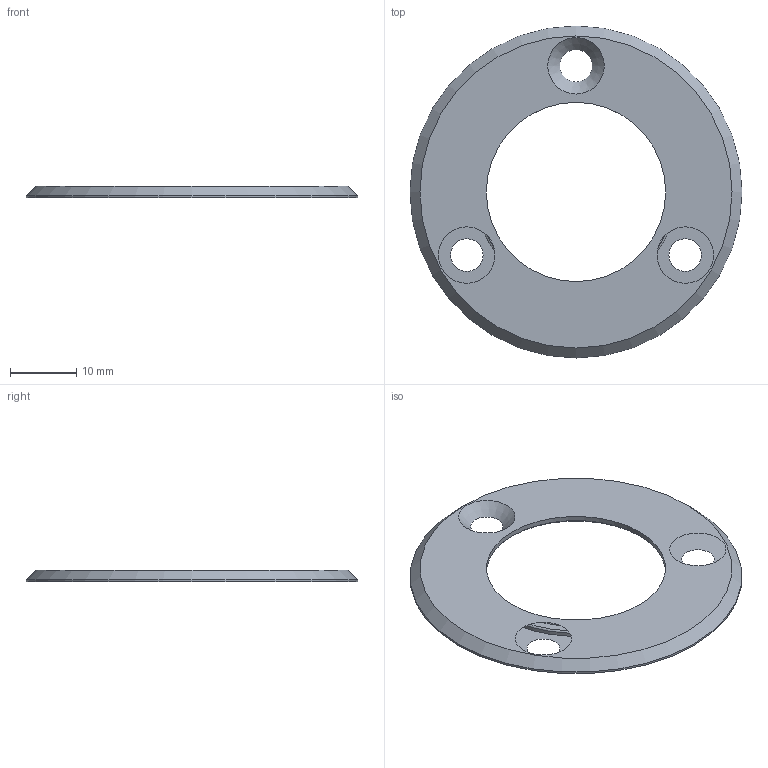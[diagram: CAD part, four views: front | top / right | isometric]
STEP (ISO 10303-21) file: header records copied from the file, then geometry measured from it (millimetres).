
FILE_DESCRIPTION(/* description */ ('OLDA FS R30 - Bracket for screw fitting of floor socket, round'),/* implementation_level */ '2;1');
FILE_NAME(/* name */ '28-117-0011-X-3D.stp',/* time_stamp */ '2021-04-26T11:02:37+02:00',/* author */ ('Bo'),/* organization */ (''),/* preprocessor_version */ 'ST-DEVELOPER v18.1',/* originating_system */ 'Autodesk Inventor 2021',/* authorisation */ '');
FILE_SCHEMA (('CONFIG_CONTROL_DESIGN'));
Length unit declared in the file: millimetre
Products named in the file (1): 28-117-0011
Bounding box: 50 x 50 x 1.8 mm (x, y, z)
Volume: 2011.5 mm3; surface area: 2996.2 mm2
Topology: 1 solids, 1 shells, 12 faces, 34 edges, 25 vertices
Faces by surface type: cone 5, plane 3, cylinder 3, torus 1
Full cylindrical faces by diameter (mm): 27 x1, 30.4 x1, 50 x1
Entity records: 477 total; most frequent: DIRECTION 86, CARTESIAN_POINT 72, ORIENTED_EDGE 68, AXIS2_PLACEMENT_3D 39, EDGE_CURVE 34, CIRCLE 26, VERTEX_POINT 25, EDGE_LOOP 21
